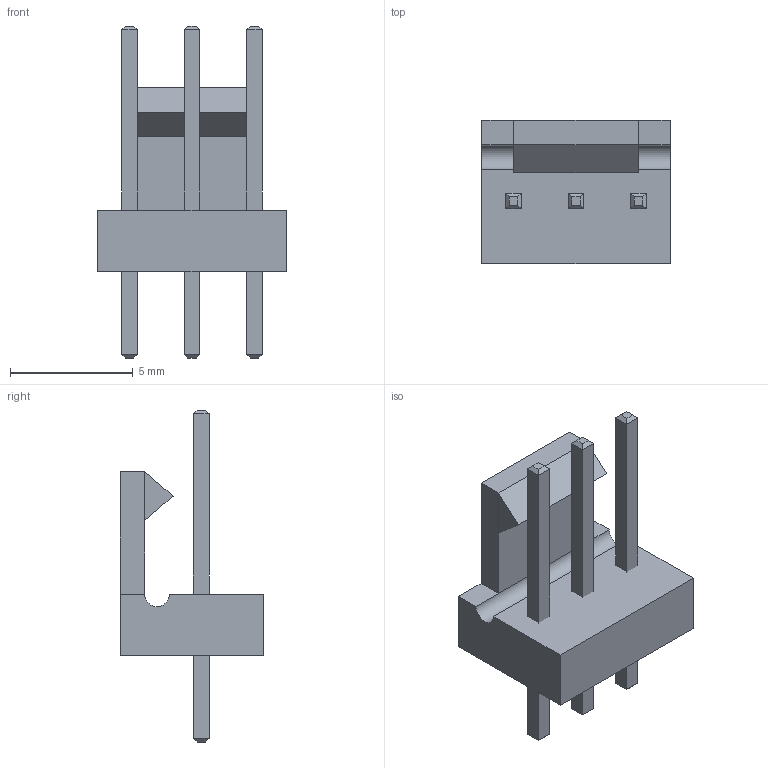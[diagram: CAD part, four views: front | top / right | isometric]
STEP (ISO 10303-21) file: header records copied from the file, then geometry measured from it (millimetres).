
FILE_DESCRIPTION(('FreeCAD Model'),'2;1');
FILE_NAME('Fan_Pin_Header_Straight_1x03.step','2016-10-28T09:04:19',('Author'),(''), 'Open CASCADE STEP processor 6.8','FreeCAD','Unknown');
FILE_SCHEMA(('AUTOMOTIVE_DESIGN_CC2 { 1 2 10303 214 -1 1 5 4 }'));
Length unit declared in the file: millimetre
Products named in the file (5): ASSEMBLY; Chamfer005; Chamfer004; Chamfer003; Pocket
Assembly tree (4 placements, depth 2):
  ASSEMBLY
    Chamfer005
    Chamfer004
    Chamfer003
    Pocket
Bounding box: 7.66 x 5.84 x 13.5 mm (x, y, z)
Volume: 156.5 mm3; surface area: 333.5 mm2
Topology: 4 solids, 4 shells, 60 faces, 124 edges, 72 vertices
Faces by surface type: plane 59, cylinder 1
Entity records: 3247 total; most frequent: CARTESIAN_POINT 515, DIRECTION 503, LINE 368, VECTOR 368, ORIENTED_EDGE 248, PCURVE 248, DEFINITIONAL_REPRESENTATION 248, EDGE_CURVE 124
